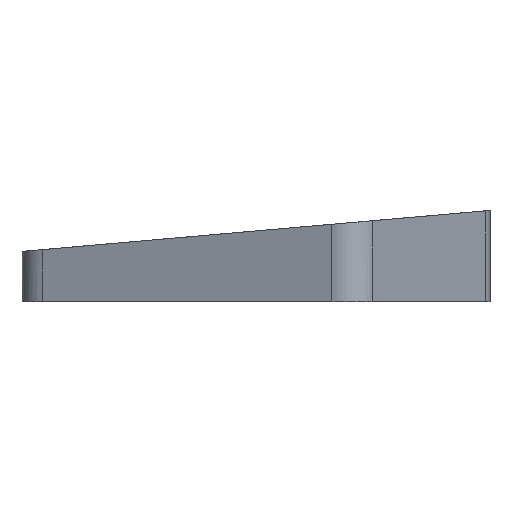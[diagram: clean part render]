
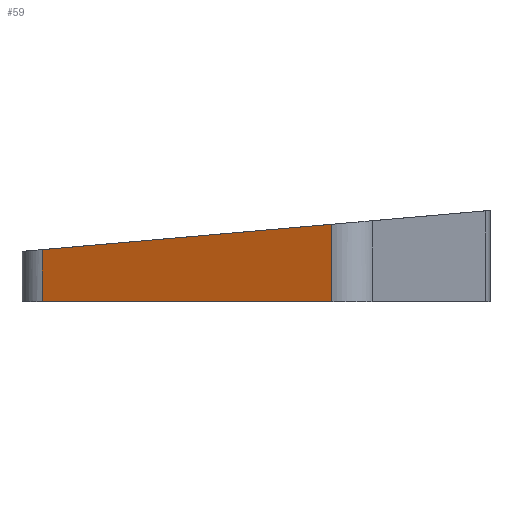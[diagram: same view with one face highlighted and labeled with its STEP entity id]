
A CAD part, front view. The second image highlights one B-rep face of the part: STEP entity #59.
In plain terms, the highlighted planar face has unit normal (-0.383, -0.924, 0).
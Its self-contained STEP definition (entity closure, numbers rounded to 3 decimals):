
#59=ADVANCED_FACE('',(#141),#143,.T.);
#141=FACE_BOUND('',#142,.T.);
#142=EDGE_LOOP('',(#477,#478,#479,#480));
#143=PLANE('',#144);
#144=AXIS2_PLACEMENT_3D('',#145,#146,#147);
#145=CARTESIAN_POINT('',(-44.008,13.122,0.));
#146=DIRECTION('',(-0.383,-0.924,0.));
#147=DIRECTION('',(0.924,-0.383,0.));
#477=ORIENTED_EDGE('',*,*,#704,.T.);
#478=ORIENTED_EDGE('',*,*,#705,.F.);
#479=ORIENTED_EDGE('',*,*,#706,.T.);
#480=ORIENTED_EDGE('',*,*,#701,.T.);
#701=EDGE_CURVE('',#829,#830,#831,.T.);
#704=EDGE_CURVE('',#830,#834,#835,.F.);
#705=EDGE_CURVE('',#836,#834,#837,.T.);
#706=EDGE_CURVE('',#836,#829,#838,.T.);
#829=VERTEX_POINT('',#1061);
#830=VERTEX_POINT('',#1062);
#831=LINE('',#1063,#1064);
#834=VERTEX_POINT('',#1074);
#835=LINE('',#1075,#1076);
#836=VERTEX_POINT('',#1078);
#837=LINE('',#1079,#1080);
#838=LINE('',#1082,#1083);
#1061=CARTESIAN_POINT('',(-1.821,-4.387,0.));
#1062=CARTESIAN_POINT('',(-1.821,-4.387,11.252));
#1063=CARTESIAN_POINT('',(-1.821,-4.387,0.));
#1064=VECTOR('',#1065,1.);
#1065=DIRECTION('',(0.,0.,1.));
#1074=CARTESIAN_POINT('',(-44.008,13.122,7.561));
#1075=CARTESIAN_POINT('',(-44.008,13.122,7.561));
#1076=VECTOR('',#1077,1.);
#1077=DIRECTION('',(0.921,-0.382,0.081));
#1078=CARTESIAN_POINT('',(-44.008,13.122,0.));
#1079=CARTESIAN_POINT('',(-44.008,13.122,0.));
#1080=VECTOR('',#1081,1.);
#1081=DIRECTION('',(0.,0.,1.));
#1082=CARTESIAN_POINT('',(-44.008,13.122,0.));
#1083=VECTOR('',#1084,1.);
#1084=DIRECTION('',(0.924,-0.383,0.));
